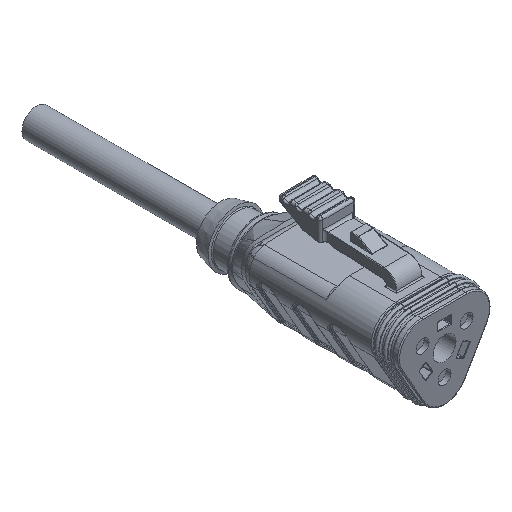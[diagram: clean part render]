
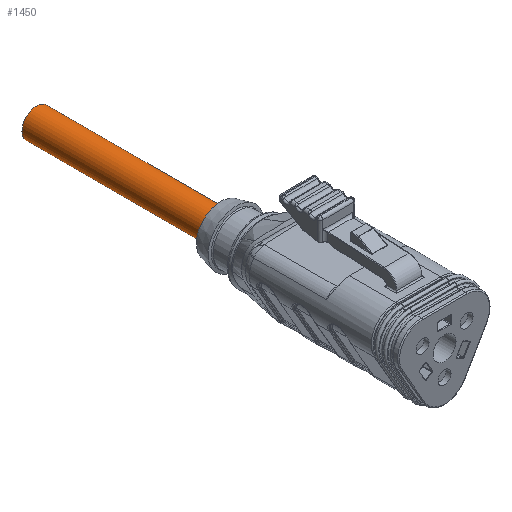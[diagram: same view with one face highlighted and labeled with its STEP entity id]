
A CAD part, isometric view. The second image highlights one B-rep face of the part: STEP entity #1450.
In plain terms, the highlighted cylindrical face has radius 2.85 mm (diameter 5.7 mm), a full revolution.
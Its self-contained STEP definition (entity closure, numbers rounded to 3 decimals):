
#310=FACE_BOUND('',#2589,.T.);
#311=FACE_BOUND('',#2590,.T.);
#484=CYLINDRICAL_SURFACE('',#8507,2.85);
#725=CIRCLE('',#8176,2.85);
#916=CIRCLE('',#8505,2.85);
#1450=ADVANCED_FACE('',(#310,#311),#484,.T.);
#2589=EDGE_LOOP('',(#5522));
#2590=EDGE_LOOP('',(#5523));
#5522=ORIENTED_EDGE('',*,*,#7177,.T.);
#5523=ORIENTED_EDGE('',*,*,#7562,.T.);
#6331=VERTEX_POINT('',#13879);
#6526=VERTEX_POINT('',#17373);
#7177=EDGE_CURVE('',#6331,#6331,#725,.T.);
#7562=EDGE_CURVE('',#6526,#6526,#916,.T.);
#8176=AXIS2_PLACEMENT_3D('',#13878,#9683,#9684);
#8505=AXIS2_PLACEMENT_3D('',#17372,#10445,#10446);
#8507=AXIS2_PLACEMENT_3D('',#17375,#10449,#10450);
#9683=DIRECTION('',(0.,1.,0.));
#9684=DIRECTION('',(0.,0.,1.));
#10445=DIRECTION('',(0.,-1.,0.));
#10446=DIRECTION('',(1.,0.,0.));
#10449=DIRECTION('',(0.,-1.,0.));
#10450=DIRECTION('',(0.,0.,1.));
#13878=CARTESIAN_POINT('',(0.005,44.,-1.757));
#13879=CARTESIAN_POINT('',(0.005,44.,1.093));
#17372=CARTESIAN_POINT('',(0.005,80.25,-1.757));
#17373=CARTESIAN_POINT('',(2.855,80.25,-1.757));
#17375=CARTESIAN_POINT('',(0.005,80.25,-1.757));
